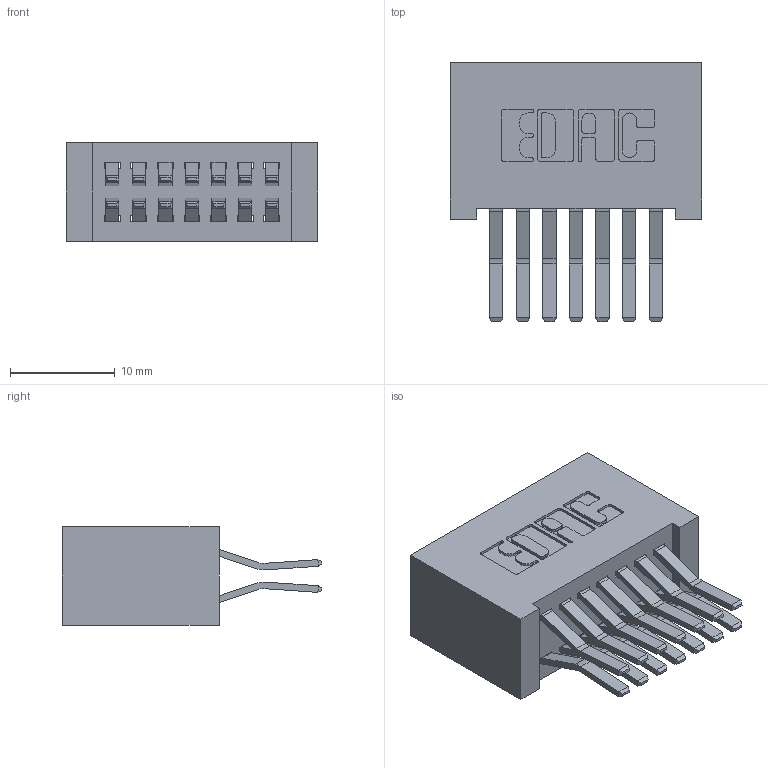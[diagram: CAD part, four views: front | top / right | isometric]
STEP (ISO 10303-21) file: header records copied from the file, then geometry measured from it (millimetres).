
FILE_DESCRIPTION (( 'STEP AP203' ), '1' );
FILE_NAME ('342-014-560-201.STEP', '2018-08-10T18:41:05', ( '' ), ( '' ), 'SwSTEP 2.0', 'SolidWorks 2016', '' );
FILE_SCHEMA (( 'CONFIG_CONTROL_DESIGN' ));
Length unit declared in the file: inch
Products named in the file (3): 342-014-560-201; 342 Part_Lugless; 345-292-001_560 Tail
Assembly tree (15 placements, depth 2):
  342-014-560-201
    342 Part_Lugless
    345-292-001_560 Tail  x14
Bounding box: 24.03 x 24.78 x 9.4 mm (x, y, z)
Volume: 2524.7 mm3; surface area: 3913.8 mm2
Topology: 15 solids, 15 shells, 858 faces, 2529 edges, 1666 vertices
Faces by surface type: plane 566, cylinder 292
Entity records: 8709 total; most frequent: CARTESIAN_POINT 1482, ORIENTED_EDGE 1418, DIRECTION 1325, EDGE_CURVE 709, LINE 585, VECTOR 585, VERTEX_POINT 470, AXIS2_PLACEMENT_3D 370
